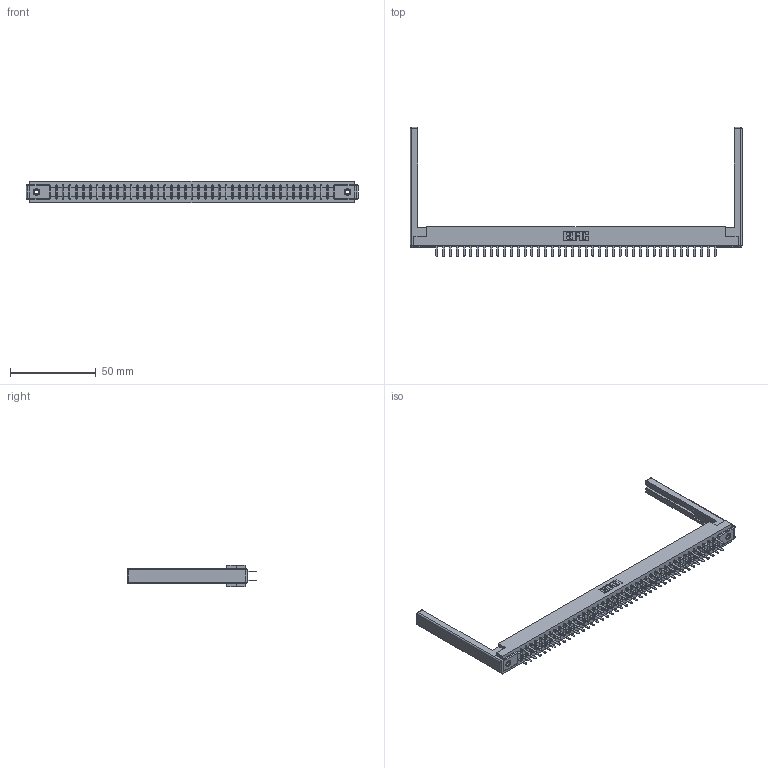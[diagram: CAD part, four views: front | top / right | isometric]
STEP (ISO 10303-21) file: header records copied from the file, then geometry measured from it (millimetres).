
FILE_DESCRIPTION (( 'STEP AP203' ), '1' );
FILE_NAME ('357-084-420-268.STEP', '2020-10-04T08:36:28', ( '' ), ( '' ), 'SwSTEP 2.0', 'SolidWorks 2020', '' );
FILE_SCHEMA (( 'CONFIG_CONTROL_DESIGN' ));
Length unit declared in the file: inch
Products named in the file (5): 307-220-068; 307-290-001_520; 357-084-420-268; 307 Part_.156 Dia Mounting Holes; 345-250-001_345-250-001-102
Assembly tree (89 placements, depth 2):
  357-084-420-268
    307 Part_.156 Dia Mounting Holes
    307-290-001_520  x84
    307-220-068  x2
    345-250-001_345-250-001-102  x2
Bounding box: 193.85 x 75.39 x 12.7 mm (x, y, z)
Volume: 25056.1 mm3; surface area: 29414.6 mm2
Topology: 89 solids, 89 shells, 4179 faces, 11633 edges, 7506 vertices
Faces by surface type: plane 2762, cylinder 1307, sphere 94, cone 12, torus 4
Entity records: 40077 total; most frequent: CARTESIAN_POINT 6531, ORIENTED_EDGE 6464, DIRECTION 6412, EDGE_CURVE 3232, LINE 2478, VECTOR 2478, VERTEX_POINT 2086, AXIS2_PLACEMENT_3D 1967
